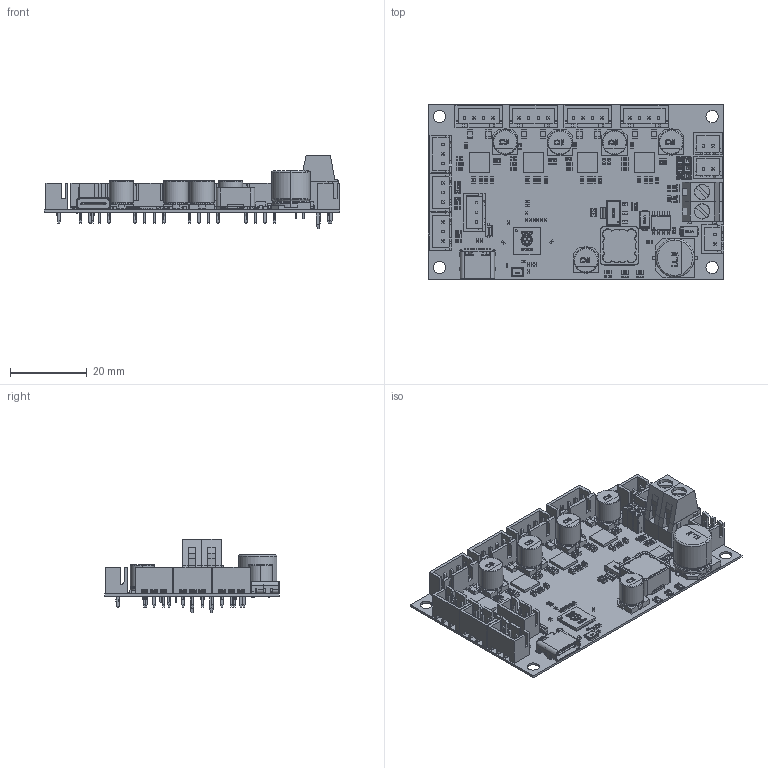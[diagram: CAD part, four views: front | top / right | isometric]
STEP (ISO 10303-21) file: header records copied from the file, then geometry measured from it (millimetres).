
FILE_DESCRIPTION(('Open CASCADE Model'),'2;1');
FILE_NAME('Open CASCADE Shape Model','2022-07-22T14:04:04',('Author'),( 'Open CASCADE'),'Open CASCADE STEP processor 6.8','Open CASCADE 6.8' ,'Unknown');
FILE_SCHEMA(('AUTOMOTIVE_DESIGN { 1 0 10303 214 1 1 1 1 }'));
Length unit declared in the file: millimetre
Products named in the file (202): PCB; Board; Open CASCADE STEP translator 6.8 5.1.1; HV_IN; JST-B3B-XH-A_RGB0; D1; SOD-123_DiodesInc; R6; 0402_R; R5; CJ?; a; aTMC5160TA.step; CJ2.step; kf128.step; C34; 0402_C; C2; C1; R4; R3; JZ1; OSC_3225-4P; Designator583; OSC_3225-4; H1; FAN0; JST-B2B-XH-A_RGB0; FAN1; D8; 6088423776; Extruded; 6088423936; 6088424096; 6088424256; D7; j4; HDR2.0-M-LI-3P; HDR2.0-M-LI-1P; LOGO?0.1 ...
Assembly tree (335 placements, depth 6):
  PCB
    Board
      Open CASCADE STEP translator 6.8 5.1.1
    HV_IN
      JST-B3B-XH-A_RGB0
    D1
      SOD-123_DiodesInc
    R6
      0402_R
    R5
      0402_R
    CJ?
      a
        aTMC5160TA.step
          CJ2.step
            kf128.step
    C34
      0402_C
    C2
      0402_C
    C1
      0402_C
    R4
      0402_R
    R3
      0402_R
    JZ1
      OSC_3225-4P
        Designator583
          OSC_3225-4
            OSC_3225-4
    H1
      0402_R
    FAN0
      JST-B2B-XH-A_RGB0
    FAN1
      JST-B2B-XH-A_RGB0
    D8
      6088423776
        Extruded
      6088423936
        Extruded
      6088424096
        Extruded
      6088424256
        Extruded
    D7
      6088424256
        Extruded
      6088424096
        Extruded
      6088423936
        Extruded
      6088423776
        Extruded
    j4
      HDR2.0-M-LI-3P  x2
        HDR2.0-M-LI-1P
        LOGO?0.1
    C57
Bounding box: 77.25 x 45.5 x 19.3 mm (x, y, z)
Volume: 8044.3 mm3; surface area: 20329 mm2
Topology: 434 solids, 434 shells, 11171 faces, 28180 edges, 17713 vertices
Faces by surface type: plane 7305, cylinder 1929, bspline 723, extrusion 606, sphere 404, torus 192, cone 6, revolution 6
Full cylindrical faces by diameter (mm): 0.196 x1, 0.7 x2, 0.8 x6, 0.9 x34, 1.524 x2
Entity records: 199554 total; most frequent: CARTESIAN_POINT 47165, ORIENTED_EDGE 25400, DIRECTION 22871, EDGE_CURVE 12700, VECTOR 9961, LINE 9933, VERTEX_POINT 8229, AXIS2_PLACEMENT_3D 6452
